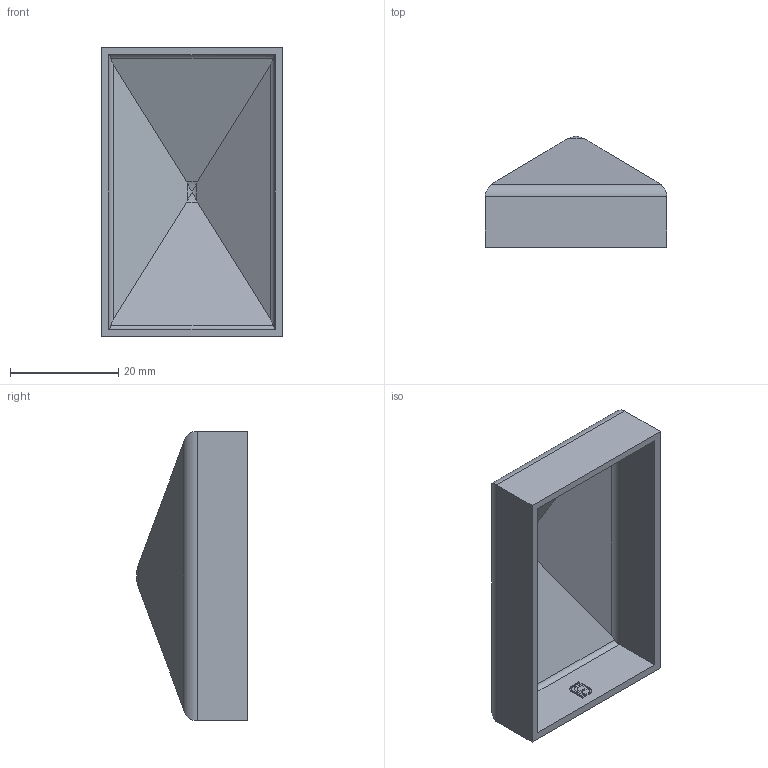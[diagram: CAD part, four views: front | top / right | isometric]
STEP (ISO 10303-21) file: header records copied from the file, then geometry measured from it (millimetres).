
FILE_DESCRIPTION (( 'STEP AP203' ), '1' );
FILE_NAME ('165-50X30V2AG.step', '2020-12-03T12:55:59', ( '' ), ( '' ), 'SwSTEP 2.0', 'SolidWorks 2018', '' );
FILE_SCHEMA (( 'CONFIG_CONTROL_DESIGN' ));
Length unit declared in the file: millimetre
Products named in the file (2): 165-50X30V2AG
Bounding box: 33.5 x 20.5 x 53.5 mm (x, y, z)
Volume: 5039.2 mm3; surface area: 7451.8 mm2
Topology: 1 solids, 1 shells, 344 faces, 922 edges, 610 vertices
Faces by surface type: plane 188, bspline 140, cylinder 16
Entity records: 18069 total; most frequent: CARTESIAN_POINT 10346, ORIENTED_EDGE 1844, DIRECTION 1026, EDGE_CURVE 922, LINE 614, VECTOR 614, VERTEX_POINT 610, EDGE_LOOP 374
